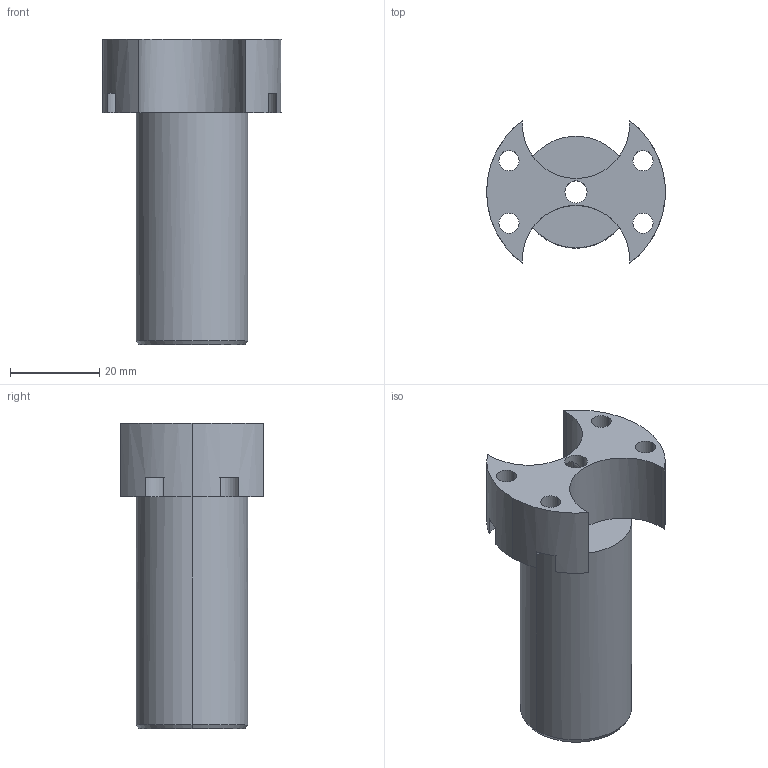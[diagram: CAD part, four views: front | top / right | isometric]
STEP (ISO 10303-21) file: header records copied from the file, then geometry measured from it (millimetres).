
FILE_DESCRIPTION (( 'STEP AP214' ), '1' );
FILE_NAME ('RICCI_USI_009.STEP', '2019-06-20T14:33:53', ( '' ), ( '' ), 'SwSTEP 2.0', 'SolidWorks 2018', '' );
FILE_SCHEMA (( 'AUTOMOTIVE_DESIGN' ));
Length unit declared in the file: millimetre
Products named in the file (1): RICCI_USI_009
Bounding box: 40 x 32.07 x 68.5 mm (x, y, z)
Volume: 23477.3 mm3; surface area: 12292.6 mm2
Topology: 1 solids, 1 shells, 72 faces, 197 edges, 128 vertices
Faces by surface type: cylinder 52, plane 13, cone 4, bspline 3
Entity records: 4092 total; most frequent: CARTESIAN_POINT 2296, ORIENTED_EDGE 394, DIRECTION 364, EDGE_CURVE 197, AXIS2_PLACEMENT_3D 151, VERTEX_POINT 128, EDGE_LOOP 85, CIRCLE 81
